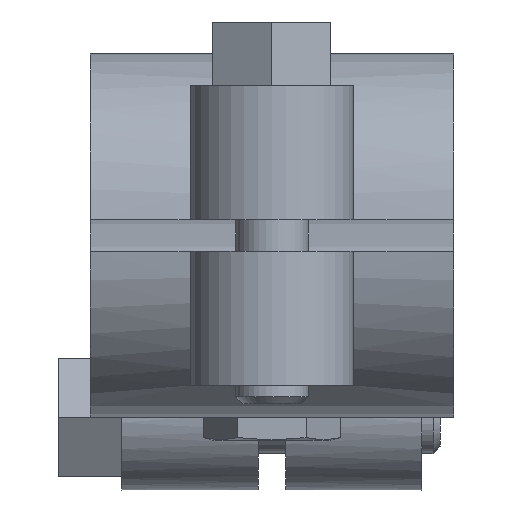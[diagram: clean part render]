
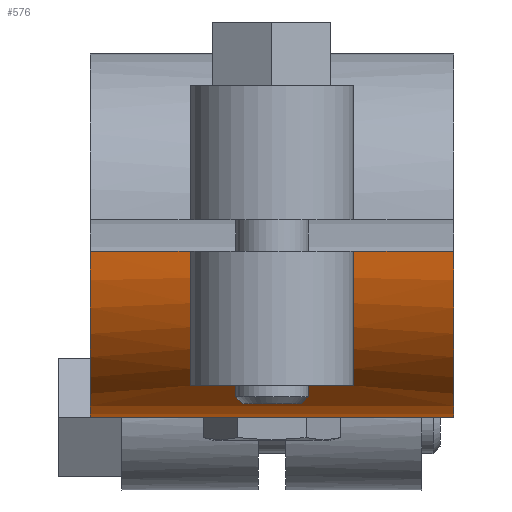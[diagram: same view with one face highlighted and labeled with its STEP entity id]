
A CAD part, left-side view. The second image highlights one B-rep face of the part: STEP entity #576.
In plain terms, the highlighted cylindrical face has radius 20 mm (diameter 40 mm), a partial arc.
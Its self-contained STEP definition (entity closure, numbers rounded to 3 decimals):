
#576 = ADVANCED_FACE( '', ( #1149 ), #1150, .T. );
#1149 = FACE_OUTER_BOUND( '', #1742, .T. );
#1150 = CYLINDRICAL_SURFACE( '', #1743, 20. );
#1742 = EDGE_LOOP( '', ( #3063, #3064, #3065, #3066, #3067, #3068, #3069, #3070, #3071, #3072, #3073, #3074 ) );
#1743 = AXIS2_PLACEMENT_3D( '', #3075, #3076, #3077 );
#3063 = ORIENTED_EDGE( '', *, *, #3985, .F. );
#3064 = ORIENTED_EDGE( '', *, *, #3937, .F. );
#3065 = ORIENTED_EDGE( '', *, *, #3991, .T. );
#3066 = ORIENTED_EDGE( '', *, *, #3898, .T. );
#3067 = ORIENTED_EDGE( '', *, *, #3987, .F. );
#3068 = ORIENTED_EDGE( '', *, *, #3810, .T. );
#3069 = ORIENTED_EDGE( '', *, *, #3581, .F. );
#3070 = ORIENTED_EDGE( '', *, *, #3992, .F. );
#3071 = ORIENTED_EDGE( '', *, *, #3668, .F. );
#3072 = ORIENTED_EDGE( '', *, *, #3632, .F. );
#3073 = ORIENTED_EDGE( '', *, *, #3577, .F. );
#3074 = ORIENTED_EDGE( '', *, *, #3853, .F. );
#3075 = CARTESIAN_POINT( '', ( 0., 40., 0. ) );
#3076 = DIRECTION( '', ( 0., 1., 0. ) );
#3077 = DIRECTION( '', ( 0., 0., -1. ) );
#3577 = EDGE_CURVE( '', #4274, #4275, #4276, .T. );
#3581 = EDGE_CURVE( '', #4281, #4283, #4284, .T. );
#3632 = EDGE_CURVE( '', #4275, #4367, #4368, .T. );
#3668 = EDGE_CURVE( '', #4367, #4422, #4423, .T. );
#3810 = EDGE_CURVE( '', #4636, #4283, #4637, .T. );
#3853 = EDGE_CURVE( '', #4698, #4274, #4700, .T. );
#3898 = EDGE_CURVE( '', #4761, #4759, #4762, .T. );
#3937 = EDGE_CURVE( '', #4808, #4810, #4811, .T. );
#3985 = EDGE_CURVE( '', #4810, #4698, #4870, .F. );
#3987 = EDGE_CURVE( '', #4636, #4759, #4872, .F. );
#3991 = EDGE_CURVE( '', #4808, #4761, #4876, .T. );
#3992 = EDGE_CURVE( '', #4422, #4281, #4877, .T. );
#4274 = VERTEX_POINT( '', #5319 );
#4275 = VERTEX_POINT( '', #5320 );
#4276 = LINE( '', #5321, #5322 );
#4281 = VERTEX_POINT( '', #5328 );
#4283 = VERTEX_POINT( '', #5331 );
#4284 = LINE( '', #5332, #5333 );
#4367 = VERTEX_POINT( '', #5451 );
#4368 = CIRCLE( '', #5452, 20. );
#4422 = VERTEX_POINT( '', #5532 );
#4423 = LINE( '', #5533, #5534 );
#4636 = VERTEX_POINT( '', #5882 );
#4637 = CIRCLE( '', #5883, 20. );
#4698 = VERTEX_POINT( '', #5975 );
#4700 = CIRCLE( '', #5978, 20. );
#4759 = VERTEX_POINT( '', #6068 );
#4761 = VERTEX_POINT( '', #6071 );
#4762 = CIRCLE( '', #6072, 20. );
#4808 = VERTEX_POINT( '', #6137 );
#4810 = VERTEX_POINT( '', #6140 );
#4811 = CIRCLE( '', #6141, 20. );
#4870 = LINE( '', #6266, #6267 );
#4872 = LINE( '', #6270, #6271 );
#4876 = LINE( '', #6275, #6276 );
#4877 = CIRCLE( '', #6277, 20. );
#5319 = CARTESIAN_POINT( '', ( -19.923, 40., -1.75 ) );
#5320 = CARTESIAN_POINT( '', ( -19.923, 29., -1.75 ) );
#5321 = CARTESIAN_POINT( '', ( -19.923, 40., -1.75 ) );
#5322 = VECTOR( '', #6498, 1000. );
#5328 = CARTESIAN_POINT( '', ( -19.923, 11., -1.75 ) );
#5331 = CARTESIAN_POINT( '', ( -19.923, 0., -1.75 ) );
#5332 = CARTESIAN_POINT( '', ( -19.923, 40., -1.75 ) );
#5333 = VECTOR( '', #6504, 1000. );
#5451 = CARTESIAN_POINT( '', ( -11.303, 29., -16.5 ) );
#5452 = AXIS2_PLACEMENT_3D( '', #6565, #6566, #6567 );
#5532 = CARTESIAN_POINT( '', ( -11.303, 11., -16.5 ) );
#5533 = CARTESIAN_POINT( '', ( -11.303, 40., -16.5 ) );
#5534 = VECTOR( '', #6600, 1000. );
#5882 = CARTESIAN_POINT( '', ( 2.57, 0., -19.834 ) );
#5883 = AXIS2_PLACEMENT_3D( '', #6754, #6755, #6756 );
#5975 = CARTESIAN_POINT( '', ( 2.57, 40., -19.834 ) );
#5978 = AXIS2_PLACEMENT_3D( '', #6801, #6802, #6803 );
#6068 = CARTESIAN_POINT( '', ( 2.57, 5., -19.834 ) );
#6071 = CARTESIAN_POINT( '', ( 19.365, 5., -5. ) );
#6072 = AXIS2_PLACEMENT_3D( '', #6848, #6849, #6850 );
#6137 = CARTESIAN_POINT( '', ( 19.365, 35., -5. ) );
#6140 = CARTESIAN_POINT( '', ( 2.57, 35., -19.834 ) );
#6141 = AXIS2_PLACEMENT_3D( '', #6887, #6888, #6889 );
#6266 = CARTESIAN_POINT( '', ( 2.57, 40., -19.834 ) );
#6267 = VECTOR( '', #6930, 1000. );
#6270 = CARTESIAN_POINT( '', ( 2.57, 40., -19.834 ) );
#6271 = VECTOR( '', #6932, 1000. );
#6275 = CARTESIAN_POINT( '', ( 19.365, 35., -5. ) );
#6276 = VECTOR( '', #6936, 1000. );
#6277 = AXIS2_PLACEMENT_3D( '', #6937, #6938, #6939 );
#6498 = DIRECTION( '', ( 0., -1., 0. ) );
#6504 = DIRECTION( '', ( 0., -1., 0. ) );
#6565 = CARTESIAN_POINT( '', ( 0., 29., 0. ) );
#6566 = DIRECTION( '', ( 0., -1., 0. ) );
#6567 = DIRECTION( '', ( 0., 0., -1. ) );
#6600 = DIRECTION( '', ( 0., -1., 0. ) );
#6754 = CARTESIAN_POINT( '', ( 0., 0., 0. ) );
#6755 = DIRECTION( '', ( 0., 1., 0. ) );
#6756 = DIRECTION( '', ( 1., 0., 0. ) );
#6801 = CARTESIAN_POINT( '', ( 0., 40., 0. ) );
#6802 = DIRECTION( '', ( 0., 1., 0. ) );
#6803 = DIRECTION( '', ( 1., 0., 0. ) );
#6848 = CARTESIAN_POINT( '', ( 0., 5., 0. ) );
#6849 = DIRECTION( '', ( 0., 1., 0. ) );
#6850 = DIRECTION( '', ( 1., 0., 0. ) );
#6887 = CARTESIAN_POINT( '', ( 0., 35., 0. ) );
#6888 = DIRECTION( '', ( 0., 1., 0. ) );
#6889 = DIRECTION( '', ( 1., 0., 0. ) );
#6930 = DIRECTION( '', ( 0., -1., 0. ) );
#6932 = DIRECTION( '', ( 0., -1., 0. ) );
#6936 = DIRECTION( '', ( 0., -1., 0. ) );
#6937 = CARTESIAN_POINT( '', ( 0., 11., 0. ) );
#6938 = DIRECTION( '', ( 0., 1., 0. ) );
#6939 = DIRECTION( '', ( 0., 0., 1. ) );
